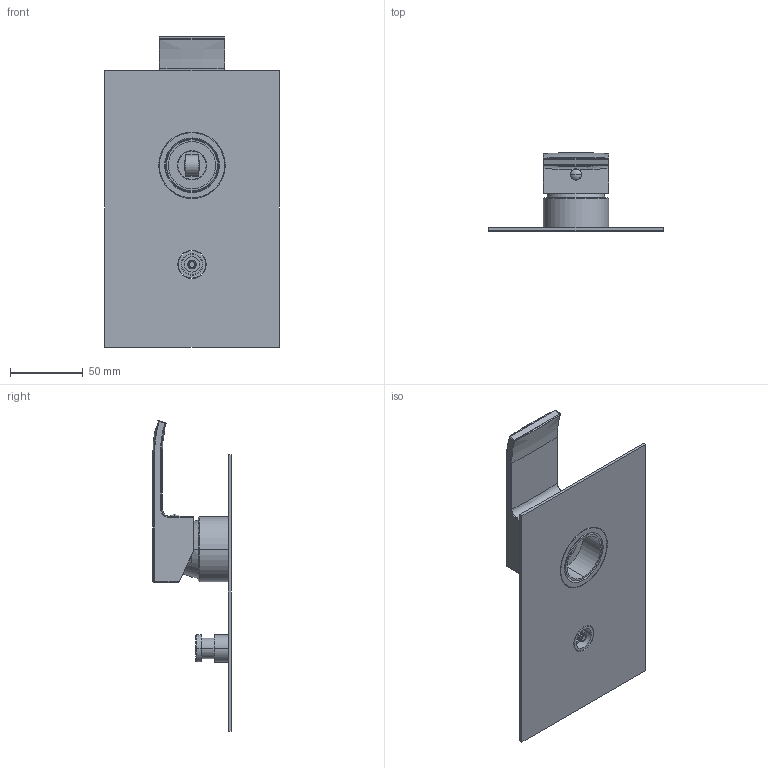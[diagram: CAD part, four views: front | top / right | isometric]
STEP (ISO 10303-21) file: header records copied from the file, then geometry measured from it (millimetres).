
FILE_DESCRIPTION((''),'2;1');
FILE_NAME('LES015CR-M','2021-11-02T11:24:27',('ut3'),('PAFFONI SpA'),'CREO PARAMETRIC BY PTC INC, 2020044','CREO PARAMETRIC BY PTC INC, 2020044','');
FILE_SCHEMA(('CONFIG_CONTROL_DESIGN','SHAPE_APPEARANCE_LAYERS_GROUPS'));
Length unit declared in the file: millimetre
Products named in the file (1): LES015CR-M
Bounding box: 120 x 53.71 x 213.33 mm (x, y, z)
Volume: 103635.9 mm3; surface area: 85535.9 mm2
Topology: 5 solids, 5 shells, 898 faces, 2379 edges, 1506 vertices
Faces by surface type: plane 549, cylinder 206, torus 75, cone 37, bspline 19, sphere 12
Entity records: 39546 total; most frequent: CARTESIAN_POINT 11220, ORIENTED_EDGE 4750, DIRECTION 4388, EDGE_CURVE 2375, VERTEX_POINT 1506, AXIS2_PLACEMENT_3D 1502, VECTOR 1384, LINE 1384
